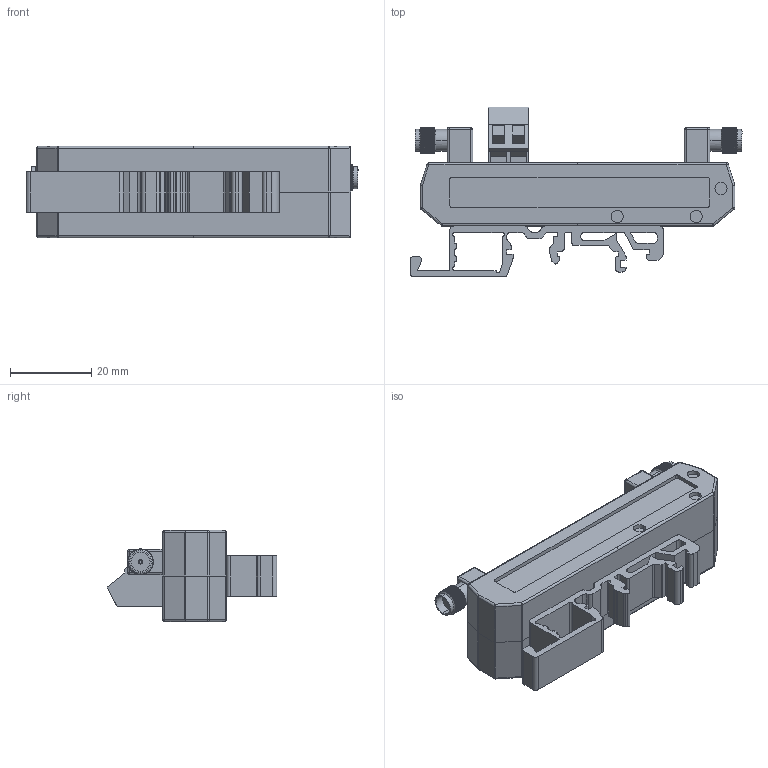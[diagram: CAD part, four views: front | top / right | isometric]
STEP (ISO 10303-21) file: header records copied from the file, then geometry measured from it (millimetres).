
FILE_DESCRIPTION (( 'STEP AP214' ), '1' );
FILE_NAME ('EMP-GN SMA.STEP', '2020-05-25T14:12:46', ( '' ), ( '' ), 'SwSTEP 2.0', 'SolidWorks 2017', '' );
FILE_SCHEMA (( 'AUTOMOTIVE_DESIGN' ));
Length unit declared in the file: millimetre
Products named in the file (1): EMP-GN SMA
Bounding box: 81.83 x 41.89 x 22.5 mm (x, y, z)
Volume: 23050.7 mm3; surface area: 18768.5 mm2
Topology: 8 solids, 8 shells, 801 faces, 2127 edges, 1348 vertices
Faces by surface type: plane 364, cylinder 341, bspline 62, sphere 20, cone 14
Entity records: 53491 total; most frequent: CARTESIAN_POINT 25279, ORIENTED_EDGE 4218, DIRECTION 3703, EDGE_CURVE 2109, VERTEX_POINT 1348, VECTOR 1327, LINE 1327, AXIS2_PLACEMENT_3D 1188
